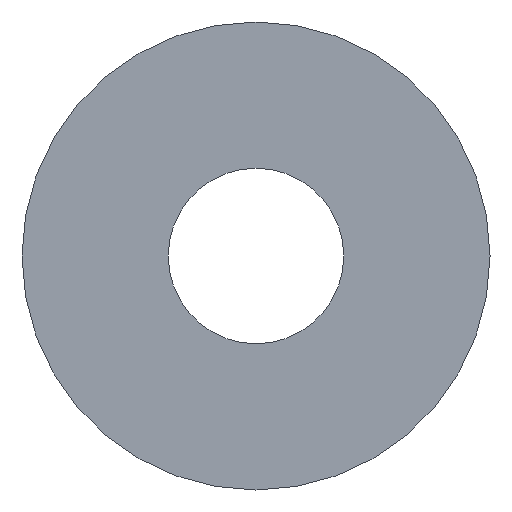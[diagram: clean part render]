
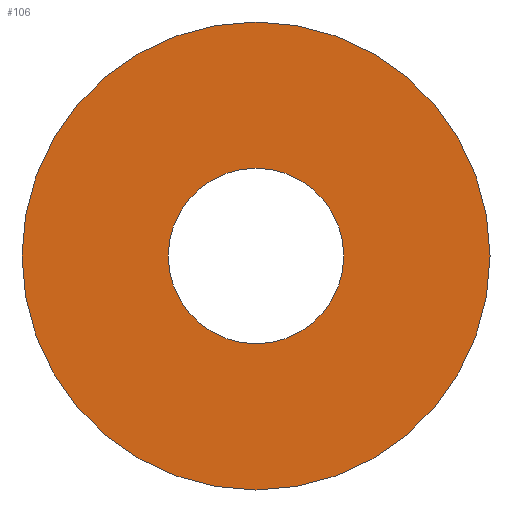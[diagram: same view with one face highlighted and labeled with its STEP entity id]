
A CAD part, left-side view. The second image highlights one B-rep face of the part: STEP entity #106.
In plain terms, the highlighted planar face has unit normal (-1, 0, 0).
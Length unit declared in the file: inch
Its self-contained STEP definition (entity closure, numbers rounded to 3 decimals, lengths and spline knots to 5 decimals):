
#6 = CARTESIAN_POINT ( 'NONE',  ( 0., 0., 0. ) ) ;
#11 = ORIENTED_EDGE ( 'NONE', *, *, #312, .F. ) ;
#14 = AXIS2_PLACEMENT_3D ( 'NONE', #219, #221, #345 ) ;
#24 = CARTESIAN_POINT ( 'NONE',  ( 0., 0., 1. ) ) ;
#27 = CARTESIAN_POINT ( 'NONE',  ( 0., 0., -0.375 ) ) ;
#40 = CIRCLE ( 'NONE', #336, 1. ) ;
#43 = VERTEX_POINT ( 'NONE', #24 ) ;
#54 = EDGE_LOOP ( 'NONE', ( #11, #145 ) ) ;
#57 = VERTEX_POINT ( 'NONE', #118 ) ;
#63 = CIRCLE ( 'NONE', #14, 0.375 ) ;
#67 = CIRCLE ( 'NONE', #289, 1. ) ;
#71 = VERTEX_POINT ( 'NONE', #303 ) ;
#72 = DIRECTION ( 'NONE',  ( 0., 0., -1. ) ) ;
#96 = FACE_OUTER_BOUND ( 'NONE', #54, .T. ) ;
#106 = ADVANCED_FACE ( 'NONE', ( #158, #96 ), #369, .F. ) ;
#118 = CARTESIAN_POINT ( 'NONE',  ( 0., 0., -1. ) ) ;
#133 = CARTESIAN_POINT ( 'NONE',  ( 0., 0., 0. ) ) ;
#140 = ORIENTED_EDGE ( 'NONE', *, *, #242, .F. ) ;
#143 = DIRECTION ( 'NONE',  ( 0., 0., -1. ) ) ;
#145 = ORIENTED_EDGE ( 'NONE', *, *, #288, .F. ) ;
#158 = FACE_BOUND ( 'NONE', #296, .T. ) ;
#163 = DIRECTION ( 'NONE',  ( -1., 0., 0. ) ) ;
#178 = DIRECTION ( 'NONE',  ( 1., 0., 0. ) ) ;
#188 = DIRECTION ( 'NONE',  ( 0., 0., -1. ) ) ;
#190 = CARTESIAN_POINT ( 'NONE',  ( 0., 0., 0. ) ) ;
#197 = AXIS2_PLACEMENT_3D ( 'NONE', #214, #163, #310 ) ;
#214 = CARTESIAN_POINT ( 'NONE',  ( 0., 0., 0. ) ) ;
#216 = EDGE_CURVE ( 'NONE', #276, #71, #63, .T. ) ;
#219 = CARTESIAN_POINT ( 'NONE',  ( 0., 0., 0. ) ) ;
#221 = DIRECTION ( 'NONE',  ( -1., 0., 0. ) ) ;
#242 = EDGE_CURVE ( 'NONE', #71, #276, #350, .T. ) ;
#276 = VERTEX_POINT ( 'NONE', #27 ) ;
#287 = DIRECTION ( 'NONE',  ( 1., 0., 0. ) ) ;
#288 = EDGE_CURVE ( 'NONE', #57, #43, #67, .T. ) ;
#289 = AXIS2_PLACEMENT_3D ( 'NONE', #190, #318, #72 ) ;
#296 = EDGE_LOOP ( 'NONE', ( #140, #319 ) ) ;
#303 = CARTESIAN_POINT ( 'NONE',  ( 0., 0., 0.375 ) ) ;
#310 = DIRECTION ( 'NONE',  ( 0., 0., 1. ) ) ;
#312 = EDGE_CURVE ( 'NONE', #43, #57, #40, .T. ) ;
#318 = DIRECTION ( 'NONE',  ( 1., 0., 0. ) ) ;
#319 = ORIENTED_EDGE ( 'NONE', *, *, #216, .F. ) ;
#336 = AXIS2_PLACEMENT_3D ( 'NONE', #133, #178, #143 ) ;
#345 = DIRECTION ( 'NONE',  ( 0., 0., 1. ) ) ;
#350 = CIRCLE ( 'NONE', #197, 0.375 ) ;
#369 = PLANE ( 'NONE',  #382 ) ;
#382 = AXIS2_PLACEMENT_3D ( 'NONE', #6, #287, #188 ) ;
